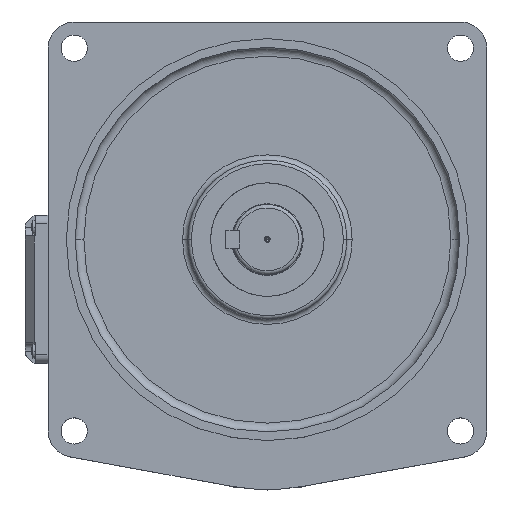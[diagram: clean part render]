
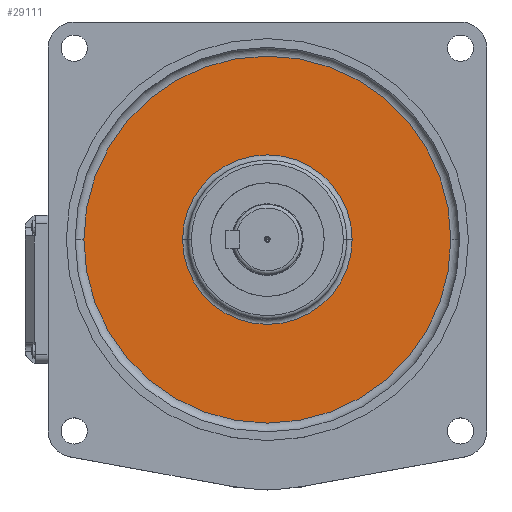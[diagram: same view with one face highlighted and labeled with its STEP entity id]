
A CAD part, top view. The second image highlights one B-rep face of the part: STEP entity #29111.
In plain terms, the highlighted face is planar.
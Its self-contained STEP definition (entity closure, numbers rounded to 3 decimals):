
#821 = CIRCLE ( 'NONE', #876, 48.5 ) ;
#873 = DIRECTION ( 'NONE',  ( 1., 0., 0. ) ) ;
#874 = DIRECTION ( 'NONE',  ( 0., 0., 1. ) ) ;
#875 = CARTESIAN_POINT ( 'NONE',  ( 0., 28., 12. ) ) ;
#876 = AXIS2_PLACEMENT_3D ( 'NONE', #875, #874, #873 ) ;
#914 = DIRECTION ( 'NONE',  ( 1., 0., 0. ) ) ;
#915 = DIRECTION ( 'NONE',  ( 0., 0., 1. ) ) ;
#916 = CARTESIAN_POINT ( 'NONE',  ( 0., 28., 12. ) ) ;
#917 = AXIS2_PLACEMENT_3D ( 'NONE', #916, #915, #914 ) ;
#920 = CIRCLE ( 'NONE', #917, 105. ) ;
#28012 = ORIENTED_EDGE ( 'NONE', *, *, #58001, .T. ) ;
#29111 = ADVANCED_FACE ( 'NONE', ( #58940, #58885 ), #58884, .T. ) ;
#32254 = VERTEX_POINT ( 'NONE', #59224 ) ;
#32272 = VERTEX_POINT ( 'NONE', #59246 ) ;
#32281 = EDGE_CURVE ( 'NONE', #32272, #32254, #59298, .T. ) ;
#32285 = VERTEX_POINT ( 'NONE', #59296 ) ;
#32291 = EDGE_CURVE ( 'NONE', #32285, #32401, #59288, .T. ) ;
#32401 = VERTEX_POINT ( 'NONE', #59377 ) ;
#57780 = ORIENTED_EDGE ( 'NONE', *, *, #32291, .T. ) ;
#57799 = EDGE_LOOP ( 'NONE', ( #28012, #57780 ) ) ;
#57807 = EDGE_LOOP ( 'NONE', ( #58018, #58000 ) ) ;
#58000 = ORIENTED_EDGE ( 'NONE', *, *, #32281, .F. ) ;
#58001 = EDGE_CURVE ( 'NONE', #32401, #32285, #821, .T. ) ;
#58014 = EDGE_CURVE ( 'NONE', #32254, #32272, #920, .T. ) ;
#58018 = ORIENTED_EDGE ( 'NONE', *, *, #58014, .F. ) ;
#58884 = PLANE ( 'NONE',  #58936 ) ;
#58885 = FACE_OUTER_BOUND ( 'NONE', #57807, .T. ) ;
#58930 = DIRECTION ( 'NONE',  ( -1., 0., 0. ) ) ;
#58936 = AXIS2_PLACEMENT_3D ( 'NONE', #58948, #58946, #58930 ) ;
#58940 = FACE_BOUND ( 'NONE', #57799, .T. ) ;
#58946 = DIRECTION ( 'NONE',  ( 0., 0., -1. ) ) ;
#58948 = CARTESIAN_POINT ( 'NONE',  ( 0., 133., 12. ) ) ;
#59224 = CARTESIAN_POINT ( 'NONE',  ( 105., 28., 12. ) ) ;
#59246 = CARTESIAN_POINT ( 'NONE',  ( -105., 28., 12. ) ) ;
#59276 = DIRECTION ( 'NONE',  ( 1., 0., 0. ) ) ;
#59278 = DIRECTION ( 'NONE',  ( 0., 0., 1. ) ) ;
#59279 = CARTESIAN_POINT ( 'NONE',  ( 0., 28., 12. ) ) ;
#59280 = AXIS2_PLACEMENT_3D ( 'NONE', #59279, #59278, #59276 ) ;
#59288 = CIRCLE ( 'NONE', #59280, 48.5 ) ;
#59292 = DIRECTION ( 'NONE',  ( 1., 0., 0. ) ) ;
#59293 = DIRECTION ( 'NONE',  ( 0., 0., 1. ) ) ;
#59294 = AXIS2_PLACEMENT_3D ( 'NONE', #59304, #59293, #59292 ) ;
#59296 = CARTESIAN_POINT ( 'NONE',  ( -48.5, 28., 12. ) ) ;
#59298 = CIRCLE ( 'NONE', #59294, 105. ) ;
#59304 = CARTESIAN_POINT ( 'NONE',  ( 0., 28., 12. ) ) ;
#59377 = CARTESIAN_POINT ( 'NONE',  ( 48.5, 28., 12. ) ) ;
